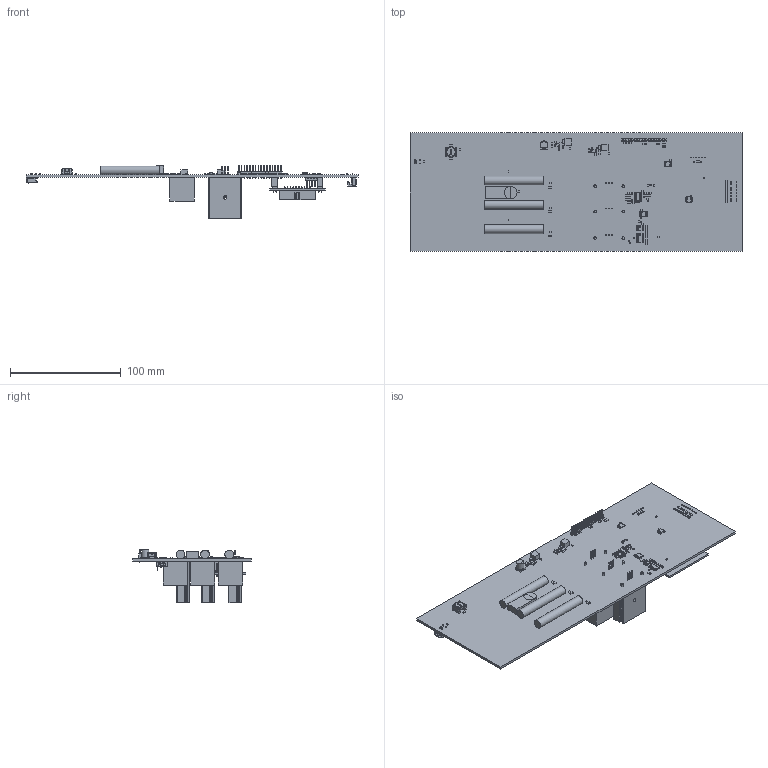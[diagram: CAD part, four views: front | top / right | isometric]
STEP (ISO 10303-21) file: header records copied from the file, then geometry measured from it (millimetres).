
FILE_DESCRIPTION(('Open CASCADE Model'),'2;1');
FILE_NAME('Open CASCADE Shape Model','2017-05-22T12:40:46',('Author'),( 'Open CASCADE'),'Open CASCADE STEP processor 6.8','Open CASCADE 6.8' ,'Unknown');
FILE_SCHEMA(('AUTOMOTIVE_DESIGN { 1 0 10303 214 1 1 1 1 }'));
Length unit declared in the file: millimetre
Products named in the file (255): PCB; Board; R39; 1018521736; Extruded; R38; 1018521464; R36; R35; U3; SOIC-8akaD0008AakaM08A; M08A_ASM_82_ASM; BODY_M08A_35; LEAD_M08A_57; TIEBAR_M08A_2_ASM; MANIFOLD_SOLID_BREP_2784; MANIFOLD_SOLID_BREP_2935; MANIFOLD_SOLID_BREP_3086; MANIFOLD_SOLID_BREP_3237; D12; 1018522008; D11; D10; C59; 1018521192; X5; 61301611121; 6130xx11121_PIN; X4; 022182081; Open CASCADE STEP translator 6.8 3.12.1.1; Open CASCADE STEP translator 6.8 3.12.1.2; X3; 436500200; Open CASCADE STEP translator 6.8 3.13.1.1; Open CASCADE STEP translator 6.8 3.13.1.2; X2; 1018522824; X1; U12 ...
Assembly tree (457 placements, depth 6):
  PCB
    Board
    R39
      1018521736
        Extruded
    R38
      1018521464
        Extruded
    R36
      1018521736
        Extruded
    R35
      1018521464
        Extruded
    U3
      SOIC-8akaD0008AakaM08A
        M08A_ASM_82_ASM
          BODY_M08A_35
          LEAD_M08A_57  x8
          TIEBAR_M08A_2_ASM
            MANIFOLD_SOLID_BREP_2784
            MANIFOLD_SOLID_BREP_2935
            MANIFOLD_SOLID_BREP_3086
            MANIFOLD_SOLID_BREP_3237
    D12
      1018522008
        Extruded
    D11
      1018522008
        Extruded
    D10
      1018522008
        Extruded
    C59
      1018521192
        Extruded
    X5
      61301611121
        6130xx11121_PIN  x16
        61301611121
    X4
      022182081
        Open CASCADE STEP translator 6.8 3.12.1.1
        Open CASCADE STEP translator 6.8 3.12.1.2
    X3
      436500200
        Open CASCADE STEP translator 6.8 3.13.1.1
        Open CASCADE STEP translator 6.8 3.13.1.2
    X2
      1018522824
        Extruded
    X1
      1018522824
        Extruded
    U12
      PW0014AakaMTC14
        BODY_MTC14
        LEAD_MTC14  x14
    U11
      61300611121
Bounding box: 300 x 107.5 x 48.22 mm (x, y, z)
Volume: 141905.6 mm3; surface area: 122600.8 mm2
Topology: 384 solids, 387 shells, 7513 faces, 17661 edges, 10950 vertices
Faces by surface type: plane 6043, cylinder 1081, torus 155, bspline 122, sphere 94, extrusion 16, cone 2
Full cylindrical faces by diameter (mm): 0.13 x206, 0.5 x1, 0.562 x1, 0.7 x1, 5.688 x1, 6.5 x1, 7.9 x3, 11.44 x1
Entity records: 185922 total; most frequent: CARTESIAN_POINT 46852, ORIENTED_EDGE 22595, DIRECTION 21902, EDGE_CURVE 11300, VECTOR 9460, LINE 9444, VERTEX_POINT 6909, AXIS2_PLACEMENT_3D 6221
